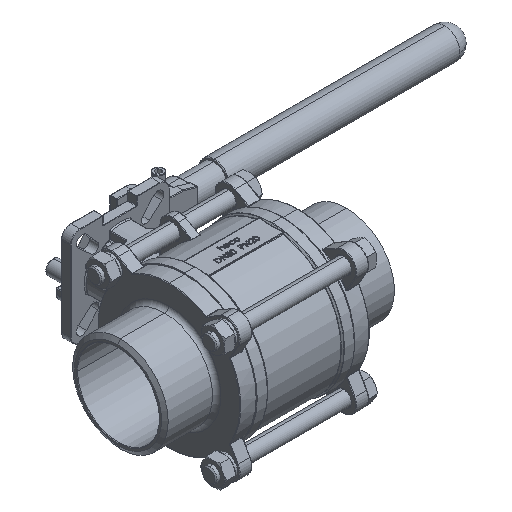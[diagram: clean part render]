
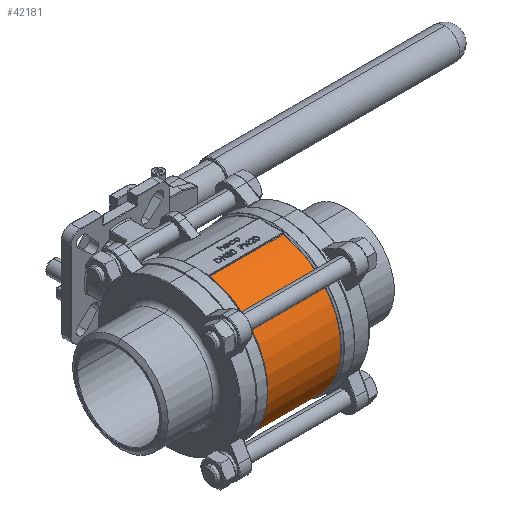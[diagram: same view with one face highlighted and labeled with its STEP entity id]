
A CAD part, isometric view. The second image highlights one B-rep face of the part: STEP entity #42181.
In plain terms, the highlighted cylindrical face has radius 67.5 mm (diameter 135 mm), a partial arc.
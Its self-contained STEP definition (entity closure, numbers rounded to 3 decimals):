
#5 = CARTESIAN_POINT ( 'NONE',  ( 34.793, -12.327, -66.365 ) ) ;
#2365 = EDGE_CURVE ( 'NONE', #9441, #18222, #69878, .T. ) ;
#8534 = AXIS2_PLACEMENT_3D ( 'NONE', #21819, #50287, #25452 ) ;
#9441 = VERTEX_POINT ( 'NONE', #50933 ) ;
#14080 = CARTESIAN_POINT ( 'NONE',  ( 34.793, 0., 0. ) ) ;
#14725 = CARTESIAN_POINT ( 'NONE',  ( 34.793, -12.327, 66.365 ) ) ;
#15108 = EDGE_CURVE ( 'NONE', #52281, #63530, #61733, .T. ) ;
#16571 = VECTOR ( 'NONE', #70419, 1000. ) ;
#18222 = VERTEX_POINT ( 'NONE', #5 ) ;
#20436 = CYLINDRICAL_SURFACE ( 'NONE', #24166, 67.5 ) ;
#21819 = CARTESIAN_POINT ( 'NONE',  ( -34.793, 0., 0. ) ) ;
#24166 = AXIS2_PLACEMENT_3D ( 'NONE', #44945, #28068, #28321 ) ;
#25452 = DIRECTION ( 'NONE',  ( 0., 0., -1. ) ) ;
#28068 = DIRECTION ( 'NONE',  ( -1., 0., 0. ) ) ;
#28321 = DIRECTION ( 'NONE',  ( 0., 0., 1. ) ) ;
#34025 = EDGE_CURVE ( 'NONE', #18222, #52281, #41119, .T. ) ;
#34390 = CIRCLE ( 'NONE', #8534, 67.5 ) ;
#36605 = DIRECTION ( 'NONE',  ( -1., 0., 0. ) ) ;
#41119 = CIRCLE ( 'NONE', #45494, 67.5 ) ;
#42181 = ADVANCED_FACE ( 'NONE', ( #60258 ), #20436, .T. ) ;
#44945 = CARTESIAN_POINT ( 'NONE',  ( 36.5, 0., 0. ) ) ;
#45494 = AXIS2_PLACEMENT_3D ( 'NONE', #14080, #36605, #59631 ) ;
#46471 = ORIENTED_EDGE ( 'NONE', *, *, #2365, .T. ) ;
#50287 = DIRECTION ( 'NONE',  ( 1., 0., 0. ) ) ;
#50933 = CARTESIAN_POINT ( 'NONE',  ( -34.793, -12.327, -66.365 ) ) ;
#52281 = VERTEX_POINT ( 'NONE', #14725 ) ;
#54270 = ORIENTED_EDGE ( 'NONE', *, *, #15108, .T. ) ;
#56604 = EDGE_CURVE ( 'NONE', #63530, #9441, #34390, .T. ) ;
#57456 = VECTOR ( 'NONE', #72295, 1000. ) ;
#58009 = ORIENTED_EDGE ( 'NONE', *, *, #34025, .T. ) ;
#59543 = CARTESIAN_POINT ( 'NONE',  ( 36.5, -12.327, 66.365 ) ) ;
#59631 = DIRECTION ( 'NONE',  ( 0., 0., 1. ) ) ;
#60258 = FACE_OUTER_BOUND ( 'NONE', #65401, .T. ) ;
#60771 = ORIENTED_EDGE ( 'NONE', *, *, #56604, .T. ) ;
#61733 = LINE ( 'NONE', #59543, #16571 ) ;
#63530 = VERTEX_POINT ( 'NONE', #68349 ) ;
#65401 = EDGE_LOOP ( 'NONE', ( #54270, #60771, #46471, #58009 ) ) ;
#66622 = CARTESIAN_POINT ( 'NONE',  ( 36.5, -12.327, -66.365 ) ) ;
#68349 = CARTESIAN_POINT ( 'NONE',  ( -34.793, -12.327, 66.365 ) ) ;
#69878 = LINE ( 'NONE', #66622, #57456 ) ;
#70419 = DIRECTION ( 'NONE',  ( -1., 0., 0. ) ) ;
#72295 = DIRECTION ( 'NONE',  ( 1., 0., 0. ) ) ;
